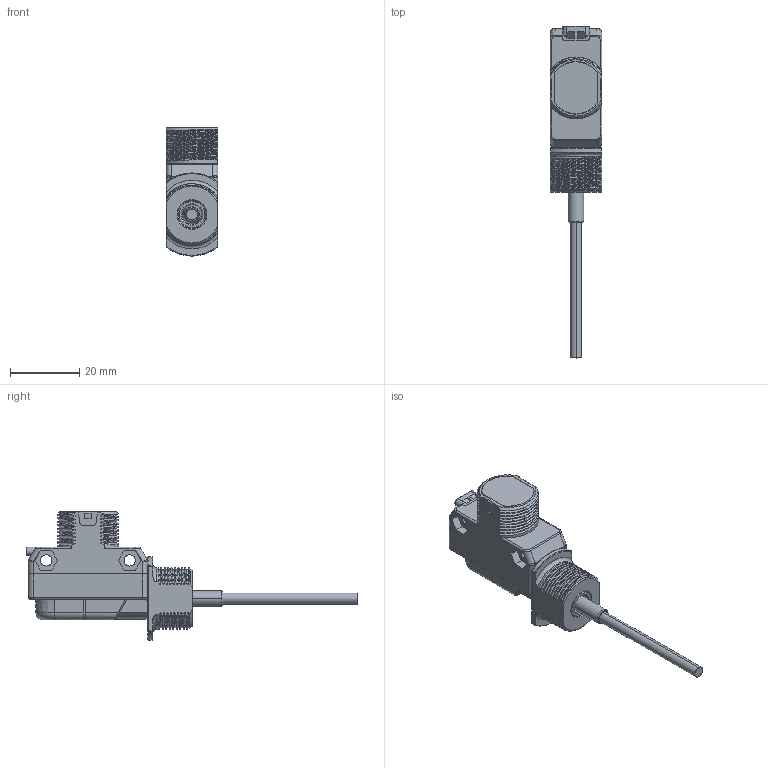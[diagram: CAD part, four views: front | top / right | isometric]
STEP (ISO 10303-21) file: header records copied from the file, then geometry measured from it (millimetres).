
FILE_DESCRIPTION((''),'2;1');
FILE_NAME('156686_ASM','2016-04-13T',('pdmadmin'),(''),'PRO/ENGINEER BY PARAMETRIC TECHNOLOGY CORPORATION, 2016010','PRO/ENGINEER BY PARAMETRIC TECHNOLOGY CORPORATION, 2016010','');
FILE_SCHEMA(('CONFIG_CONTROL_DESIGN'));
Products named in the file (14): 127623; 127590; 127623_ASM; 127594; 128569_ASM; 127592; CABLE_125; 131572_ASM; 114100; 114096_GENERIC; 114109_ASM; 60758_WEB; 61602_WEB_FILES_ASM; 156686_ASM
Assembly tree (13 placements, depth 5):
  156686_ASM
    131572_ASM
      128569_ASM
        127623_ASM
          127623
          127590
        127594
      127592
      CABLE_125
    61602_WEB_FILES_ASM
      114109_ASM
        114100
        114096_GENERIC
      60758_WEB
Bounding box: 15 x 95.79 x 37 mm (x, y, z)
Volume: 9172.8 mm3; surface area: 13274.2 mm2
Topology: 8 solids, 8 shells, 1239 faces, 3186 edges, 1977 vertices
Faces by surface type: plane 497, cylinder 372, bspline 209, cone 72, torus 66, sphere 21, revolution 2
Entity records: 72504 total; most frequent: CARTESIAN_POINT 43327, ORIENTED_EDGE 6364, DIRECTION 5577, EDGE_CURVE 3182, VERTEX_POINT 1977, AXIS2_PLACEMENT_3D 1920, VECTOR 1735, LINE 1735
